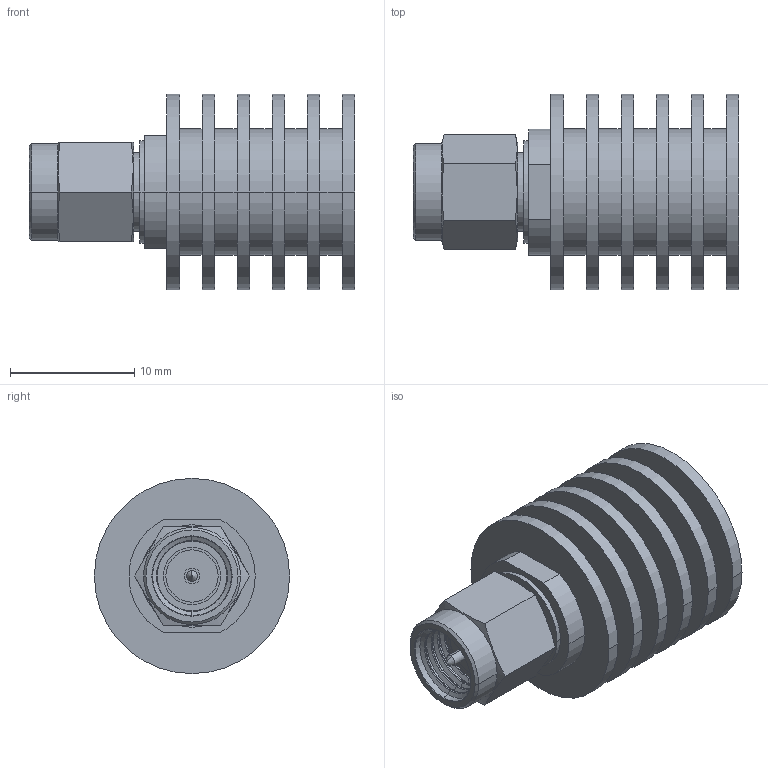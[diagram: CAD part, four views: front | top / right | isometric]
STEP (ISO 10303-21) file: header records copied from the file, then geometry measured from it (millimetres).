
FILE_DESCRIPTION (( 'STEP AP214' ), '1' );
FILE_NAME ('FMTR1130_3D.step', '2023-02-01T19:15:14', ( '' ), ( '' ), 'SwSTEP 2.0', 'SolidWorks 2022', '' );
FILE_SCHEMA (( 'AUTOMOTIVE_DESIGN' ));
Length unit declared in the file: inch
Products named in the file (5): SMAF5_default; FMTR1130_3D; 1AB01-028_WITHOUT KNURL; 1AB01-028-MA1_默认; 1AB01-028_WITHOUT FERRULE
Assembly tree (4 placements, depth 3):
  FMTR1130_3D
    SMAF5_default
    1AB01-028_WITHOUT FERRULE
      1AB01-028_WITHOUT KNURL
      1AB01-028-MA1_默认
Bounding box: 26.2 x 15.7 x 15.7 mm (x, y, z)
Volume: 2940.7 mm3; surface area: 3255.4 mm2
Topology: 3 solids, 3 shells, 147 faces, 307 edges, 185 vertices
Faces by surface type: cylinder 63, plane 34, cone 32, torus 18
Entity records: 4187 total; most frequent: DIRECTION 773, CARTESIAN_POINT 745, ORIENTED_EDGE 610, AXIS2_PLACEMENT_3D 333, EDGE_CURVE 305, VERTEX_POINT 185, CIRCLE 178, EDGE_LOOP 172
